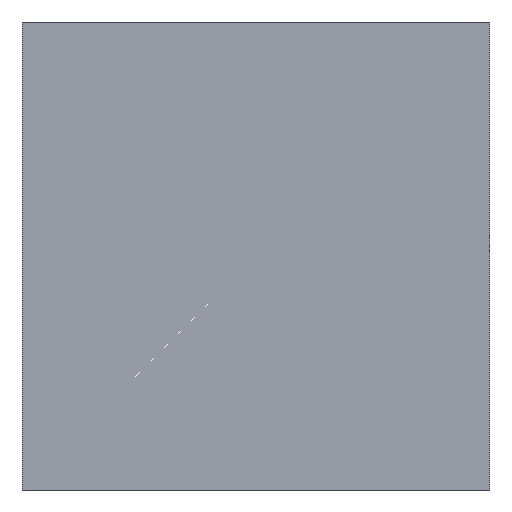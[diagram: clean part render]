
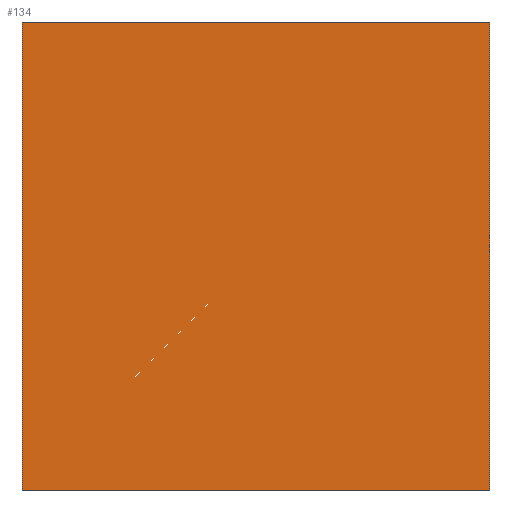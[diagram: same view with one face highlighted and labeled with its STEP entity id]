
A CAD part, front view. The second image highlights one B-rep face of the part: STEP entity #134.
In plain terms, the highlighted planar face has unit normal (0, -1, 0).
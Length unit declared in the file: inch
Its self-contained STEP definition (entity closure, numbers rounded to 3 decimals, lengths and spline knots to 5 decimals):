
#6 = ORIENTED_EDGE ( 'NONE', *, *, #468, .F. ) ;
#13 = DIRECTION ( 'NONE',  ( 1., 0., 0. ) ) ;
#26 = DIRECTION ( 'NONE',  ( 0., 0., -1. ) ) ;
#27 = ORIENTED_EDGE ( 'NONE', *, *, #229, .F. ) ;
#58 = CARTESIAN_POINT ( 'NONE',  ( 0., 0., 0. ) ) ;
#62 = DIRECTION ( 'NONE',  ( 0., 0., 1. ) ) ;
#67 = VERTEX_POINT ( 'NONE', #473 ) ;
#88 = VERTEX_POINT ( 'NONE', #429 ) ;
#93 = CARTESIAN_POINT ( 'NONE',  ( -3., 0., 3. ) ) ;
#95 = VERTEX_POINT ( 'NONE', #364 ) ;
#103 = CARTESIAN_POINT ( 'NONE',  ( -3., 0., -3. ) ) ;
#120 = EDGE_CURVE ( 'NONE', #156, #67, #487, .T. ) ;
#134 = ADVANCED_FACE ( 'NONE', ( #418 ), #151, .T. ) ;
#143 = VECTOR ( 'NONE', #410, 39.37008 ) ;
#151 = PLANE ( 'NONE',  #347 ) ;
#156 = VERTEX_POINT ( 'NONE', #221 ) ;
#167 = ORIENTED_EDGE ( 'NONE', *, *, #120, .F. ) ;
#168 = LINE ( 'NONE', #328, #421 ) ;
#221 = CARTESIAN_POINT ( 'NONE',  ( -3., 0., -3. ) ) ;
#229 = EDGE_CURVE ( 'NONE', #95, #156, #341, .T. ) ;
#238 = VECTOR ( 'NONE', #13, 39.37008 ) ;
#250 = LINE ( 'NONE', #93, #238 ) ;
#263 = VECTOR ( 'NONE', #62, 39.37008 ) ;
#303 = EDGE_LOOP ( 'NONE', ( #6, #480, #167, #27 ) ) ;
#328 = CARTESIAN_POINT ( 'NONE',  ( 3., 0., 3. ) ) ;
#339 = EDGE_CURVE ( 'NONE', #67, #88, #250, .T. ) ;
#341 = LINE ( 'NONE', #103, #143 ) ;
#347 = AXIS2_PLACEMENT_3D ( 'NONE', #58, #408, #26 ) ;
#364 = CARTESIAN_POINT ( 'NONE',  ( 3., 0., -3. ) ) ;
#408 = DIRECTION ( 'NONE',  ( 0., -1., 0. ) ) ;
#410 = DIRECTION ( 'NONE',  ( -1., 0., 0. ) ) ;
#418 = FACE_OUTER_BOUND ( 'NONE', #303, .T. ) ;
#421 = VECTOR ( 'NONE', #431, 39.37008 ) ;
#429 = CARTESIAN_POINT ( 'NONE',  ( 3., 0., 3. ) ) ;
#431 = DIRECTION ( 'NONE',  ( 0., 0., -1. ) ) ;
#468 = EDGE_CURVE ( 'NONE', #88, #95, #168, .T. ) ;
#473 = CARTESIAN_POINT ( 'NONE',  ( -3., 0., 3. ) ) ;
#480 = ORIENTED_EDGE ( 'NONE', *, *, #339, .F. ) ;
#487 = LINE ( 'NONE', #489, #263 ) ;
#489 = CARTESIAN_POINT ( 'NONE',  ( -3., 0., 3. ) ) ;
